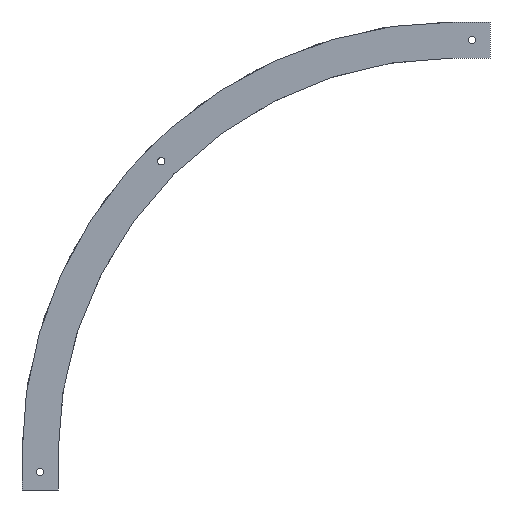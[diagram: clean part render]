
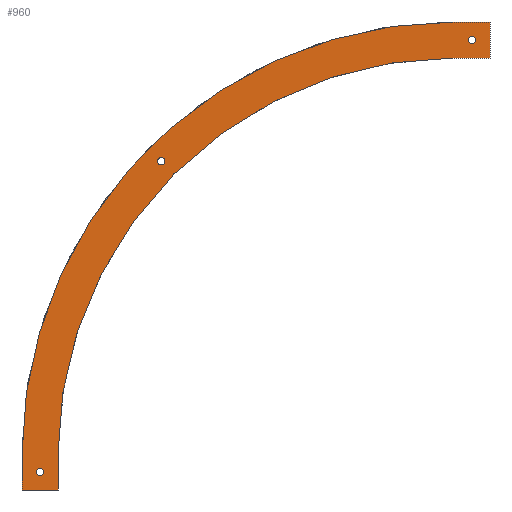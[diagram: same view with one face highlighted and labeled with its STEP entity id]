
A CAD part, front view. The second image highlights one B-rep face of the part: STEP entity #960.
In plain terms, the highlighted planar face has unit normal (0, -1, 0).
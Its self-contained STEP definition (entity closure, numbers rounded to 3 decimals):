
#9 = CARTESIAN_POINT ( 'NONE',  ( -4.266, 81.758, 52.626 ) ) ;
#13 = VERTEX_POINT ( 'NONE', #1783 ) ;
#19 = EDGE_CURVE ( 'NONE', #1435, #984, #1191, .T. ) ;
#32 = VERTEX_POINT ( 'NONE', #1470 ) ;
#59 = ORIENTED_EDGE ( 'NONE', *, *, #1177, .F. ) ;
#95 = DIRECTION ( 'NONE',  ( 0., 1., 0. ) ) ;
#98 = ORIENTED_EDGE ( 'NONE', *, *, #1647, .T. ) ;
#106 = DIRECTION ( 'NONE',  ( 0., -1., 0. ) ) ;
#114 = VERTEX_POINT ( 'NONE', #928 ) ;
#134 = CARTESIAN_POINT ( 'NONE',  ( -4.266, 81.758, 54.176 ) ) ;
#135 = ORIENTED_EDGE ( 'NONE', *, *, #1662, .T. ) ;
#163 = EDGE_CURVE ( 'NONE', #984, #1845, #1878, .T. ) ;
#179 = CARTESIAN_POINT ( 'NONE',  ( 183.234, 81.758, 225.126 ) ) ;
#188 = EDGE_CURVE ( 'NONE', #1864, #788, #1468, .T. ) ;
#200 = CARTESIAN_POINT ( 'NONE',  ( -4.266, 81.758, 52.626 ) ) ;
#224 = DIRECTION ( 'NONE',  ( 0., -1., 0. ) ) ;
#230 = DIRECTION ( 'NONE',  ( 0., 0., -1. ) ) ;
#241 = VERTEX_POINT ( 'NONE', #1603 ) ;
#243 = FACE_BOUND ( 'NONE', #905, .T. ) ;
#251 = DIRECTION ( 'NONE',  ( 0., 0., -1. ) ) ;
#276 = CIRCLE ( 'NONE', #372, 1.55 ) ;
#282 = EDGE_LOOP ( 'NONE', ( #135, #1124, #98, #462, #499, #770, #1254, #529 ) ) ;
#312 = EDGE_CURVE ( 'NONE', #13, #114, #1239, .T. ) ;
#316 = CARTESIAN_POINT ( 'NONE',  ( 183.234, 81.758, 240.126 ) ) ;
#372 = AXIS2_PLACEMENT_3D ( 'NONE', #9, #1351, #1585 ) ;
#375 = DIRECTION ( 'NONE',  ( 0., -1., 0. ) ) ;
#377 = CIRCLE ( 'NONE', #1739, 1.55 ) ;
#382 = CARTESIAN_POINT ( 'NONE',  ( -11.766, 81.758, 45.126 ) ) ;
#386 = DIRECTION ( 'NONE',  ( 0., 0., -1. ) ) ;
#412 = CARTESIAN_POINT ( 'NONE',  ( 175.734, 81.758, 232.626 ) ) ;
#426 = CARTESIAN_POINT ( 'NONE',  ( 46.258, 81.758, 182.102 ) ) ;
#430 = CIRCLE ( 'NONE', #680, 180. ) ;
#462 = ORIENTED_EDGE ( 'NONE', *, *, #312, .T. ) ;
#479 = DIRECTION ( 'NONE',  ( 1., 0., 0. ) ) ;
#499 = ORIENTED_EDGE ( 'NONE', *, *, #802, .T. ) ;
#501 = DIRECTION ( 'NONE',  ( 0., -1., 0. ) ) ;
#529 = ORIENTED_EDGE ( 'NONE', *, *, #1190, .T. ) ;
#557 = CIRCLE ( 'NONE', #1674, 1.55 ) ;
#562 = CARTESIAN_POINT ( 'NONE',  ( 183.234, 81.758, 240.126 ) ) ;
#576 = AXIS2_PLACEMENT_3D ( 'NONE', #1260, #95, #386 ) ;
#597 = ORIENTED_EDGE ( 'NONE', *, *, #671, .F. ) ;
#602 = CIRCLE ( 'NONE', #576, 165. ) ;
#649 = VERTEX_POINT ( 'NONE', #1024 ) ;
#652 = DIRECTION ( 'NONE',  ( 0., 0., -1. ) ) ;
#658 = CARTESIAN_POINT ( 'NONE',  ( 3.234, 81.758, 45.126 ) ) ;
#671 = EDGE_CURVE ( 'NONE', #241, #1115, #1856, .T. ) ;
#674 = CARTESIAN_POINT ( 'NONE',  ( -11.766, 81.758, 60.126 ) ) ;
#680 = AXIS2_PLACEMENT_3D ( 'NONE', #1070, #501, #652 ) ;
#693 = DIRECTION ( 'NONE',  ( 0., 0., -1. ) ) ;
#714 = CARTESIAN_POINT ( 'NONE',  ( 175.734, 81.758, 231.076 ) ) ;
#722 = FACE_BOUND ( 'NONE', #1478, .T. ) ;
#770 = ORIENTED_EDGE ( 'NONE', *, *, #19, .T. ) ;
#788 = VERTEX_POINT ( 'NONE', #714 ) ;
#802 = EDGE_CURVE ( 'NONE', #114, #1435, #602, .T. ) ;
#823 = DIRECTION ( 'NONE',  ( 0., -1., 0. ) ) ;
#825 = CARTESIAN_POINT ( 'NONE',  ( 183.234, 81.758, 225.126 ) ) ;
#826 = PLANE ( 'NONE',  #1398 ) ;
#855 = DIRECTION ( 'NONE',  ( 0., 0., -1. ) ) ;
#877 = EDGE_CURVE ( 'NONE', #32, #1125, #897, .T. ) ;
#887 = AXIS2_PLACEMENT_3D ( 'NONE', #412, #1014, #251 ) ;
#897 = LINE ( 'NONE', #674, #899 ) ;
#898 = VERTEX_POINT ( 'NONE', #134 ) ;
#899 = VECTOR ( 'NONE', #230, 1000. ) ;
#905 = EDGE_LOOP ( 'NONE', ( #59, #1757 ) ) ;
#928 = CARTESIAN_POINT ( 'NONE',  ( 3.234, 81.758, 60.126 ) ) ;
#960 = ADVANCED_FACE ( 'NONE', ( #1700, #1015, #722, #243 ), #826, .T. ) ;
#975 = EDGE_LOOP ( 'NONE', ( #597, #1496 ) ) ;
#983 = DIRECTION ( 'NONE',  ( 0., 0., -1. ) ) ;
#984 = VERTEX_POINT ( 'NONE', #179 ) ;
#997 = EDGE_CURVE ( 'NONE', #898, #649, #276, .T. ) ;
#1002 = LINE ( 'NONE', #562, #1601 ) ;
#1009 = DIRECTION ( 'NONE',  ( 0., -1., 0. ) ) ;
#1013 = VECTOR ( 'NONE', #479, 1000. ) ;
#1014 = DIRECTION ( 'NONE',  ( 0., -1., 0. ) ) ;
#1015 = FACE_OUTER_BOUND ( 'NONE', #282, .T. ) ;
#1024 = CARTESIAN_POINT ( 'NONE',  ( -4.266, 81.758, 51.076 ) ) ;
#1070 = CARTESIAN_POINT ( 'NONE',  ( 168.234, 81.758, 60.126 ) ) ;
#1077 = DIRECTION ( 'NONE',  ( 0., 0., -1. ) ) ;
#1091 = VECTOR ( 'NONE', #1512, 1000. ) ;
#1109 = CARTESIAN_POINT ( 'NONE',  ( 168.234, 81.758, 225.126 ) ) ;
#1115 = VERTEX_POINT ( 'NONE', #1393 ) ;
#1124 = ORIENTED_EDGE ( 'NONE', *, *, #877, .T. ) ;
#1125 = VERTEX_POINT ( 'NONE', #382 ) ;
#1129 = AXIS2_PLACEMENT_3D ( 'NONE', #200, #224, #1077 ) ;
#1134 = CARTESIAN_POINT ( 'NONE',  ( 46.258, 81.758, 182.102 ) ) ;
#1137 = DIRECTION ( 'NONE',  ( 0., 0., 1. ) ) ;
#1177 = EDGE_CURVE ( 'NONE', #788, #1864, #557, .T. ) ;
#1190 = EDGE_CURVE ( 'NONE', #1845, #1526, #1002, .T. ) ;
#1191 = LINE ( 'NONE', #1461, #1486 ) ;
#1213 = EDGE_CURVE ( 'NONE', #1115, #241, #377, .T. ) ;
#1234 = VECTOR ( 'NONE', #1137, 1000. ) ;
#1239 = LINE ( 'NONE', #658, #1091 ) ;
#1254 = ORIENTED_EDGE ( 'NONE', *, *, #163, .T. ) ;
#1255 = CIRCLE ( 'NONE', #1129, 1.55 ) ;
#1260 = CARTESIAN_POINT ( 'NONE',  ( 168.234, 81.758, 60.126 ) ) ;
#1289 = ORIENTED_EDGE ( 'NONE', *, *, #997, .F. ) ;
#1345 = ORIENTED_EDGE ( 'NONE', *, *, #1452, .F. ) ;
#1351 = DIRECTION ( 'NONE',  ( 0., -1., 0. ) ) ;
#1393 = CARTESIAN_POINT ( 'NONE',  ( 46.258, 81.758, 183.652 ) ) ;
#1398 = AXIS2_PLACEMENT_3D ( 'NONE', #1413, #106, #693 ) ;
#1413 = CARTESIAN_POINT ( 'NONE',  ( 168.234, 81.758, 60.126 ) ) ;
#1435 = VERTEX_POINT ( 'NONE', #1109 ) ;
#1452 = EDGE_CURVE ( 'NONE', #649, #898, #1255, .T. ) ;
#1461 = CARTESIAN_POINT ( 'NONE',  ( 168.234, 81.758, 225.126 ) ) ;
#1468 = CIRCLE ( 'NONE', #887, 1.55 ) ;
#1470 = CARTESIAN_POINT ( 'NONE',  ( -11.766, 81.758, 60.126 ) ) ;
#1478 = EDGE_LOOP ( 'NONE', ( #1345, #1289 ) ) ;
#1479 = DIRECTION ( 'NONE',  ( 1., 0., 0. ) ) ;
#1486 = VECTOR ( 'NONE', #1479, 1000. ) ;
#1496 = ORIENTED_EDGE ( 'NONE', *, *, #1213, .F. ) ;
#1512 = DIRECTION ( 'NONE',  ( 0., 0., 1. ) ) ;
#1526 = VERTEX_POINT ( 'NONE', #1641 ) ;
#1577 = CARTESIAN_POINT ( 'NONE',  ( 175.734, 81.758, 234.176 ) ) ;
#1585 = DIRECTION ( 'NONE',  ( 0., 0., -1. ) ) ;
#1601 = VECTOR ( 'NONE', #1875, 1000. ) ;
#1603 = CARTESIAN_POINT ( 'NONE',  ( 46.258, 81.758, 180.552 ) ) ;
#1621 = LINE ( 'NONE', #1661, #1013 ) ;
#1641 = CARTESIAN_POINT ( 'NONE',  ( 168.234, 81.758, 240.126 ) ) ;
#1647 = EDGE_CURVE ( 'NONE', #1125, #13, #1621, .T. ) ;
#1661 = CARTESIAN_POINT ( 'NONE',  ( -11.766, 81.758, 45.126 ) ) ;
#1662 = EDGE_CURVE ( 'NONE', #1526, #32, #430, .T. ) ;
#1666 = CARTESIAN_POINT ( 'NONE',  ( 175.734, 81.758, 232.626 ) ) ;
#1674 = AXIS2_PLACEMENT_3D ( 'NONE', #1666, #375, #855 ) ;
#1700 = FACE_BOUND ( 'NONE', #975, .T. ) ;
#1736 = DIRECTION ( 'NONE',  ( 0., 0., -1. ) ) ;
#1739 = AXIS2_PLACEMENT_3D ( 'NONE', #1134, #823, #983 ) ;
#1757 = ORIENTED_EDGE ( 'NONE', *, *, #188, .F. ) ;
#1783 = CARTESIAN_POINT ( 'NONE',  ( 3.234, 81.758, 45.126 ) ) ;
#1786 = AXIS2_PLACEMENT_3D ( 'NONE', #426, #1009, #1736 ) ;
#1845 = VERTEX_POINT ( 'NONE', #316 ) ;
#1856 = CIRCLE ( 'NONE', #1786, 1.55 ) ;
#1864 = VERTEX_POINT ( 'NONE', #1577 ) ;
#1875 = DIRECTION ( 'NONE',  ( -1., 0., 0. ) ) ;
#1878 = LINE ( 'NONE', #825, #1234 ) ;
